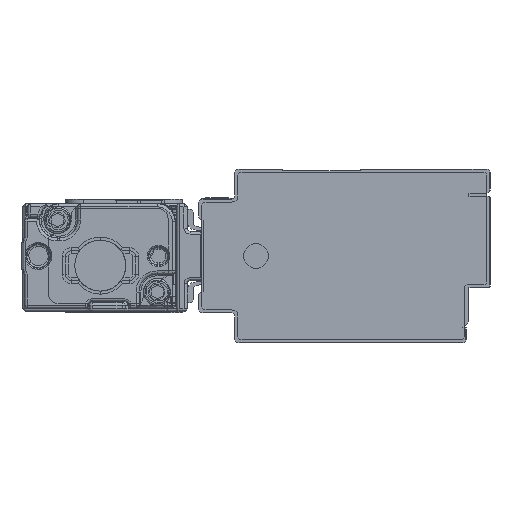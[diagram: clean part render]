
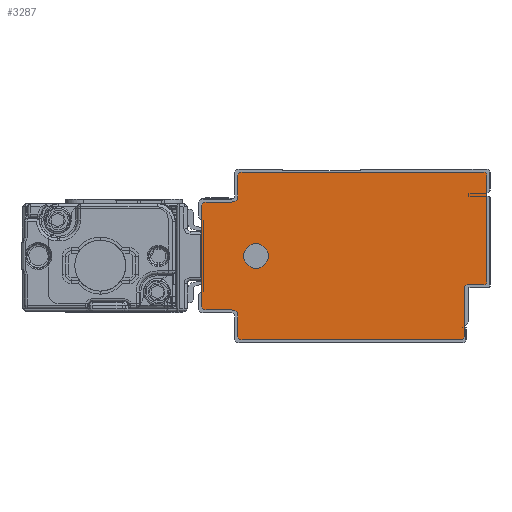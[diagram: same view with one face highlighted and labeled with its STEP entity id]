
A CAD part, left-side view. The second image highlights one B-rep face of the part: STEP entity #3287.
In plain terms, the highlighted planar face has unit normal (-1, 0, 0).
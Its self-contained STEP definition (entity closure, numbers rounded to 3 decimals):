
#1523=AXIS2_PLACEMENT_3D('Circle Axis2P3D',#1521,#1522,$) ;
#1561=AXIS2_PLACEMENT_3D('Circle Axis2P3D',#1559,#1560,$) ;
#1599=AXIS2_PLACEMENT_3D('Circle Axis2P3D',#1597,#1598,$) ;
#1637=AXIS2_PLACEMENT_3D('Circle Axis2P3D',#1635,#1636,$) ;
#3157=AXIS2_PLACEMENT_3D('Circle Axis2P3D',#3155,#3156,$) ;
#3177=AXIS2_PLACEMENT_3D('Plane Axis2P3D',#3174,#3175,#3176) ;
#3181=AXIS2_PLACEMENT_3D('Circle Axis2P3D',#3179,#3180,$) ;
#3195=AXIS2_PLACEMENT_3D('Circle Axis2P3D',#3193,#3194,$) ;
#3209=AXIS2_PLACEMENT_3D('Circle Axis2P3D',#3207,#3208,$) ;
#3223=AXIS2_PLACEMENT_3D('Circle Axis2P3D',#3221,#3222,$) ;
#3237=AXIS2_PLACEMENT_3D('Circle Axis2P3D',#3235,#3236,$) ;
#3271=AXIS2_PLACEMENT_3D('Circle Axis2P3D',#3269,#3270,$) ;
#3280=AXIS2_PLACEMENT_3D('Circle Axis2P3D',#3278,#3279,$) ;
#1479=CARTESIAN_POINT('Line Origine',(-1375.5,-3.5,19.1)) ;
#1483=CARTESIAN_POINT('Vertex',(-1375.5,-3.5,28.)) ;
#1485=CARTESIAN_POINT('Vertex',(-1375.5,-3.5,10.2)) ;
#1521=CARTESIAN_POINT('Axis2P3D Location',(-1375.5,-3.,28.)) ;
#1525=CARTESIAN_POINT('Vertex',(-1375.5,-3.,28.5)) ;
#1540=CARTESIAN_POINT('Line Origine',(-1375.5,17.25,28.5)) ;
#1544=CARTESIAN_POINT('Vertex',(-1375.5,37.5,28.5)) ;
#1559=CARTESIAN_POINT('Axis2P3D Location',(-1375.5,37.5,28.)) ;
#1563=CARTESIAN_POINT('Vertex',(-1375.5,38.,28.)) ;
#1578=CARTESIAN_POINT('Line Origine',(-1375.5,38.,26.25)) ;
#1582=CARTESIAN_POINT('Vertex',(-1375.5,38.,24.5)) ;
#1597=CARTESIAN_POINT('Axis2P3D Location',(-1375.5,39.,24.5)) ;
#1601=CARTESIAN_POINT('Vertex',(-1375.5,39.,23.5)) ;
#1616=CARTESIAN_POINT('Line Origine',(-1375.5,41.25,23.5)) ;
#1620=CARTESIAN_POINT('Vertex',(-1375.5,43.5,23.5)) ;
#1635=CARTESIAN_POINT('Axis2P3D Location',(-1375.5,43.5,23.)) ;
#1639=CARTESIAN_POINT('Vertex',(-1375.5,44.,23.)) ;
#1654=CARTESIAN_POINT('Line Origine',(-1375.5,44.,14.5)) ;
#1658=CARTESIAN_POINT('Vertex',(-1375.5,44.,6.)) ;
#3155=CARTESIAN_POINT('Axis2P3D Location',(-1375.5,-3.,10.2)) ;
#3159=CARTESIAN_POINT('Vertex',(-1375.5,-3.,9.7)) ;
#3174=CARTESIAN_POINT('Axis2P3D Location',(-1375.5,0.,0.)) ;
#3179=CARTESIAN_POINT('Axis2P3D Location',(-1375.5,43.5,6.)) ;
#3183=CARTESIAN_POINT('Vertex',(-1375.5,43.5,5.5)) ;
#3186=CARTESIAN_POINT('Line Origine',(-1375.5,41.25,5.5)) ;
#3190=CARTESIAN_POINT('Vertex',(-1375.5,39.,5.5)) ;
#3193=CARTESIAN_POINT('Axis2P3D Location',(-1375.5,39.,4.5)) ;
#3197=CARTESIAN_POINT('Vertex',(-1375.5,38.,4.5)) ;
#3200=CARTESIAN_POINT('Line Origine',(-1375.5,38.,2.75)) ;
#3204=CARTESIAN_POINT('Vertex',(-1375.5,38.,1.)) ;
#3207=CARTESIAN_POINT('Axis2P3D Location',(-1375.5,37.5,1.)) ;
#3211=CARTESIAN_POINT('Vertex',(-1375.5,37.5,0.5)) ;
#3214=CARTESIAN_POINT('Line Origine',(-1375.5,19.15,0.5)) ;
#3218=CARTESIAN_POINT('Vertex',(-1375.5,0.8,0.5)) ;
#3221=CARTESIAN_POINT('Axis2P3D Location',(-1375.5,0.8,1.)) ;
#3225=CARTESIAN_POINT('Vertex',(-1375.5,0.3,1.)) ;
#3228=CARTESIAN_POINT('Line Origine',(-1375.5,0.3,5.1)) ;
#3232=CARTESIAN_POINT('Vertex',(-1375.5,0.3,9.2)) ;
#3235=CARTESIAN_POINT('Axis2P3D Location',(-1375.5,-0.2,9.2)) ;
#3239=CARTESIAN_POINT('Vertex',(-1375.5,-0.2,9.7)) ;
#3242=CARTESIAN_POINT('Line Origine',(-1375.5,-1.6,9.7)) ;
#3269=CARTESIAN_POINT('Axis2P3D Location',(-1375.5,35.,14.5)) ;
#3273=CARTESIAN_POINT('Vertex',(-1375.5,33.186,13.509)) ;
#3275=CARTESIAN_POINT('Vertex',(-1375.5,36.814,15.491)) ;
#3278=CARTESIAN_POINT('Axis2P3D Location',(-1375.5,35.,14.5)) ;
#1480=DIRECTION('Vector Direction',(0.,0.,-1.)) ;
#1522=DIRECTION('Axis2P3D Direction',(1.,0.,0.)) ;
#1541=DIRECTION('Vector Direction',(0.,1.,0.)) ;
#1560=DIRECTION('Axis2P3D Direction',(1.,0.,0.)) ;
#1579=DIRECTION('Vector Direction',(0.,0.,1.)) ;
#1598=DIRECTION('Axis2P3D Direction',(1.,0.,0.)) ;
#1617=DIRECTION('Vector Direction',(0.,1.,0.)) ;
#1636=DIRECTION('Axis2P3D Direction',(1.,0.,0.)) ;
#1655=DIRECTION('Vector Direction',(0.,0.,1.)) ;
#3156=DIRECTION('Axis2P3D Direction',(1.,0.,0.)) ;
#3175=DIRECTION('Axis2P3D Direction',(1.,0.,0.)) ;
#3176=DIRECTION('Axis2P3D XDirection',(0.,1.,0.)) ;
#3180=DIRECTION('Axis2P3D Direction',(1.,0.,0.)) ;
#3187=DIRECTION('Vector Direction',(0.,-1.,0.)) ;
#3194=DIRECTION('Axis2P3D Direction',(1.,0.,0.)) ;
#3201=DIRECTION('Vector Direction',(0.,0.,1.)) ;
#3208=DIRECTION('Axis2P3D Direction',(1.,0.,0.)) ;
#3215=DIRECTION('Vector Direction',(0.,-1.,0.)) ;
#3222=DIRECTION('Axis2P3D Direction',(1.,0.,0.)) ;
#3229=DIRECTION('Vector Direction',(0.,0.,-1.)) ;
#3236=DIRECTION('Axis2P3D Direction',(1.,0.,0.)) ;
#3243=DIRECTION('Vector Direction',(0.,1.,0.)) ;
#3270=DIRECTION('Axis2P3D Direction',(1.,0.,0.)) ;
#3279=DIRECTION('Axis2P3D Direction',(1.,0.,0.)) ;
#1481=VECTOR('Line Direction',#1480,1.) ;
#1542=VECTOR('Line Direction',#1541,1.) ;
#1580=VECTOR('Line Direction',#1579,1.) ;
#1618=VECTOR('Line Direction',#1617,1.) ;
#1656=VECTOR('Line Direction',#1655,1.) ;
#3188=VECTOR('Line Direction',#3187,1.) ;
#3202=VECTOR('Line Direction',#3201,1.) ;
#3216=VECTOR('Line Direction',#3215,1.) ;
#3230=VECTOR('Line Direction',#3229,1.) ;
#3244=VECTOR('Line Direction',#3243,1.) ;
#3248=ORIENTED_EDGE('',*,*,#1546,.F.) ;
#3249=ORIENTED_EDGE('',*,*,#1565,.F.) ;
#3250=ORIENTED_EDGE('',*,*,#1584,.F.) ;
#3251=ORIENTED_EDGE('',*,*,#1603,.F.) ;
#3252=ORIENTED_EDGE('',*,*,#1622,.F.) ;
#3253=ORIENTED_EDGE('',*,*,#1641,.F.) ;
#3254=ORIENTED_EDGE('',*,*,#1660,.F.) ;
#3255=ORIENTED_EDGE('',*,*,#3185,.F.) ;
#3256=ORIENTED_EDGE('',*,*,#3192,.F.) ;
#3257=ORIENTED_EDGE('',*,*,#3199,.F.) ;
#3258=ORIENTED_EDGE('',*,*,#3206,.F.) ;
#3259=ORIENTED_EDGE('',*,*,#3213,.F.) ;
#3260=ORIENTED_EDGE('',*,*,#3220,.F.) ;
#3261=ORIENTED_EDGE('',*,*,#3227,.F.) ;
#3262=ORIENTED_EDGE('',*,*,#3234,.F.) ;
#3263=ORIENTED_EDGE('',*,*,#3241,.F.) ;
#3264=ORIENTED_EDGE('',*,*,#3246,.F.) ;
#3265=ORIENTED_EDGE('',*,*,#3161,.F.) ;
#3266=ORIENTED_EDGE('',*,*,#1487,.F.) ;
#3267=ORIENTED_EDGE('',*,*,#1527,.F.) ;
#3284=ORIENTED_EDGE('',*,*,#3277,.T.) ;
#3285=ORIENTED_EDGE('',*,*,#3282,.T.) ;
#3286=FACE_BOUND('',#3283,.T.) ;
#3287=ADVANCED_FACE('\X2\FF8EFF9EFF83FF9EFF68FF70\X0\.2',(#3268,#3286),#3178,.F.) ;
#1524=CIRCLE('generated circle',#1523,0.5) ;
#1562=CIRCLE('generated circle',#1561,0.5) ;
#1600=CIRCLE('generated circle',#1599,1.) ;
#1638=CIRCLE('generated circle',#1637,0.5) ;
#3158=CIRCLE('generated circle',#3157,0.5) ;
#3182=CIRCLE('generated circle',#3181,0.5) ;
#3196=CIRCLE('generated circle',#3195,1.) ;
#3210=CIRCLE('generated circle',#3209,0.5) ;
#3224=CIRCLE('generated circle',#3223,0.5) ;
#3238=CIRCLE('generated circle',#3237,0.5) ;
#3272=CIRCLE('generated circle',#3271,2.067) ;
#3281=CIRCLE('generated circle',#3280,2.067) ;
#1487=EDGE_CURVE('',#1484,#1486,#1482,.T.) ;
#1527=EDGE_CURVE('',#1526,#1484,#1524,.T.) ;
#1546=EDGE_CURVE('',#1545,#1526,#1543,.F.) ;
#1565=EDGE_CURVE('',#1564,#1545,#1562,.T.) ;
#1584=EDGE_CURVE('',#1583,#1564,#1581,.T.) ;
#1603=EDGE_CURVE('',#1602,#1583,#1600,.F.) ;
#1622=EDGE_CURVE('',#1621,#1602,#1619,.F.) ;
#1641=EDGE_CURVE('',#1640,#1621,#1638,.T.) ;
#1660=EDGE_CURVE('',#1659,#1640,#1657,.T.) ;
#3161=EDGE_CURVE('',#1486,#3160,#3158,.T.) ;
#3185=EDGE_CURVE('',#3184,#1659,#3182,.T.) ;
#3192=EDGE_CURVE('',#3191,#3184,#3189,.F.) ;
#3199=EDGE_CURVE('',#3198,#3191,#3196,.F.) ;
#3206=EDGE_CURVE('',#3205,#3198,#3203,.T.) ;
#3213=EDGE_CURVE('',#3212,#3205,#3210,.T.) ;
#3220=EDGE_CURVE('',#3219,#3212,#3217,.F.) ;
#3227=EDGE_CURVE('',#3226,#3219,#3224,.T.) ;
#3234=EDGE_CURVE('',#3233,#3226,#3231,.T.) ;
#3241=EDGE_CURVE('',#3240,#3233,#3238,.F.) ;
#3246=EDGE_CURVE('',#3160,#3240,#3245,.T.) ;
#3277=EDGE_CURVE('',#3274,#3276,#3272,.T.) ;
#3282=EDGE_CURVE('',#3276,#3274,#3281,.T.) ;
#3247=EDGE_LOOP('',(#3248,#3249,#3250,#3251,#3252,#3253,#3254,#3255,#3256,#3257,#3258,#3259,#3260,#3261,#3262,#3263,#3264,#3265,#3266,#3267)) ;
#3283=EDGE_LOOP('',(#3284,#3285)) ;
#3268=FACE_OUTER_BOUND('',#3247,.T.) ;
#1482=LINE('Line',#1479,#1481) ;
#1543=LINE('Line',#1540,#1542) ;
#1581=LINE('Line',#1578,#1580) ;
#1619=LINE('Line',#1616,#1618) ;
#1657=LINE('Line',#1654,#1656) ;
#3189=LINE('Line',#3186,#3188) ;
#3203=LINE('Line',#3200,#3202) ;
#3217=LINE('Line',#3214,#3216) ;
#3231=LINE('Line',#3228,#3230) ;
#3245=LINE('Line',#3242,#3244) ;
#3178=PLANE('Plane',#3177) ;
#1484=VERTEX_POINT('',#1483) ;
#1486=VERTEX_POINT('',#1485) ;
#1526=VERTEX_POINT('',#1525) ;
#1545=VERTEX_POINT('',#1544) ;
#1564=VERTEX_POINT('',#1563) ;
#1583=VERTEX_POINT('',#1582) ;
#1602=VERTEX_POINT('',#1601) ;
#1621=VERTEX_POINT('',#1620) ;
#1640=VERTEX_POINT('',#1639) ;
#1659=VERTEX_POINT('',#1658) ;
#3160=VERTEX_POINT('',#3159) ;
#3184=VERTEX_POINT('',#3183) ;
#3191=VERTEX_POINT('',#3190) ;
#3198=VERTEX_POINT('',#3197) ;
#3205=VERTEX_POINT('',#3204) ;
#3212=VERTEX_POINT('',#3211) ;
#3219=VERTEX_POINT('',#3218) ;
#3226=VERTEX_POINT('',#3225) ;
#3233=VERTEX_POINT('',#3232) ;
#3240=VERTEX_POINT('',#3239) ;
#3274=VERTEX_POINT('',#3273) ;
#3276=VERTEX_POINT('',#3275) ;
